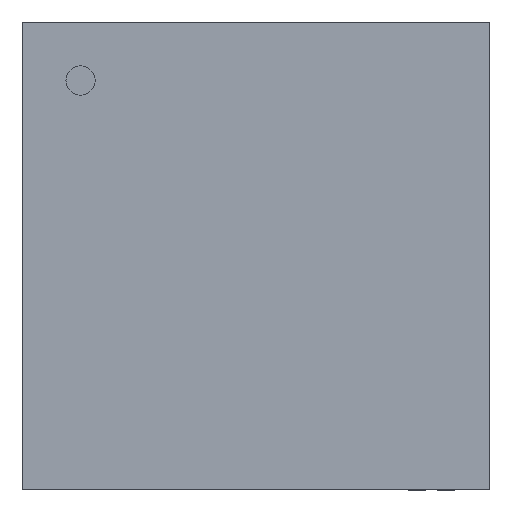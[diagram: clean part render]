
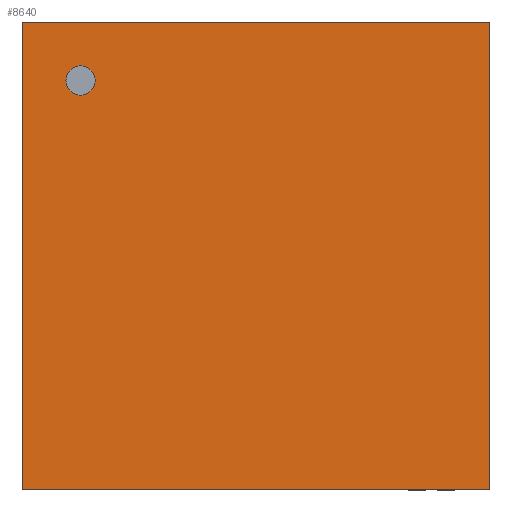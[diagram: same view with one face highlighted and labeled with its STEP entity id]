
A CAD part, top view. The second image highlights one B-rep face of the part: STEP entity #8640.
In plain terms, the highlighted planar face has unit normal (0, 0, 1).
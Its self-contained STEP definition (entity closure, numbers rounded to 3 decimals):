
#328=CARTESIAN_POINT('',(-2.75,3.0,0.8));
#329=VERTEX_POINT('',#328);
#345=CARTESIAN_POINT('',(-3.25,3.0,0.8));
#346=VERTEX_POINT('',#345);
#353=CARTESIAN_POINT('',(-3.0,3.0,0.8));
#354=DIRECTION('',(0.0,0.0,-1.0));
#355=DIRECTION('',(1.0,0.0,0.0));
#356=AXIS2_PLACEMENT_3D('',#353,#354,#355);
#357=CIRCLE('',#356,0.25);
#358=EDGE_CURVE('',#329,#346,#357,.T.);
#369=CARTESIAN_POINT('',(-3.0,3.0,0.8));
#370=DIRECTION('',(0.0,0.0,-1.0));
#371=DIRECTION('',(1.0,0.0,0.0));
#372=AXIS2_PLACEMENT_3D('',#369,#370,#371);
#373=CIRCLE('',#372,0.25);
#374=EDGE_CURVE('',#346,#329,#373,.T.);
#8364=CARTESIAN_POINT('',(4.0,4.0,0.8));
#8365=VERTEX_POINT('',#8364);
#8372=CARTESIAN_POINT('',(4.0,-4.0,0.8));
#8373=VERTEX_POINT('',#8372);
#8374=CARTESIAN_POINT('',(4.0,4.0,0.8));
#8375=DIRECTION('',(0.0,-1.0,0.0));
#8376=VECTOR('',#8375,8.0);
#8377=LINE('',#8374,#8376);
#8378=EDGE_CURVE('',#8365,#8373,#8377,.T.);
#8452=CARTESIAN_POINT('',(-4.0,-4.0,0.8));
#8453=VERTEX_POINT('',#8452);
#8454=CARTESIAN_POINT('',(4.0,-4.0,0.8));
#8455=DIRECTION('',(-1.0,0.0,0.0));
#8456=VECTOR('',#8455,8.0);
#8457=LINE('',#8454,#8456);
#8458=EDGE_CURVE('',#8373,#8453,#8457,.T.);
#8532=CARTESIAN_POINT('',(-4.0,4.0,0.8));
#8533=VERTEX_POINT('',#8532);
#8534=CARTESIAN_POINT('',(-4.0,-4.0,0.8));
#8535=DIRECTION('',(0.0,1.0,0.0));
#8536=VECTOR('',#8535,8.0);
#8537=LINE('',#8534,#8536);
#8538=EDGE_CURVE('',#8453,#8533,#8537,.T.);
#8612=CARTESIAN_POINT('',(-4.0,4.0,0.8));
#8613=DIRECTION('',(1.0,0.0,0.0));
#8614=VECTOR('',#8613,8.0);
#8615=LINE('',#8612,#8614);
#8616=EDGE_CURVE('',#8533,#8365,#8615,.T.);
#8625=CARTESIAN_POINT('',(0.,0.,0.8));
#8626=DIRECTION('',(0.0,0.0,1.0));
#8627=DIRECTION('',(1.0,0.0,0.0));
#8628=AXIS2_PLACEMENT_3D('',#8625,#8626,#8627);
#8629=PLANE('',#8628);
#8630=ORIENTED_EDGE('',*,*,#8378,.F.);
#8631=ORIENTED_EDGE('',*,*,#8616,.F.);
#8632=ORIENTED_EDGE('',*,*,#8538,.F.);
#8633=ORIENTED_EDGE('',*,*,#8458,.F.);
#8634=EDGE_LOOP('',(#8630,#8631,#8632,#8633));
#8635=FACE_OUTER_BOUND('',#8634,.T.);
#8636=ORIENTED_EDGE('',*,*,#358,.T.);
#8637=ORIENTED_EDGE('',*,*,#374,.T.);
#8638=EDGE_LOOP('',(#8636,#8637));
#8639=FACE_BOUND('',#8638,.T.);
#8640=ADVANCED_FACE('',(#8635,#8639),#8629,.T.);
